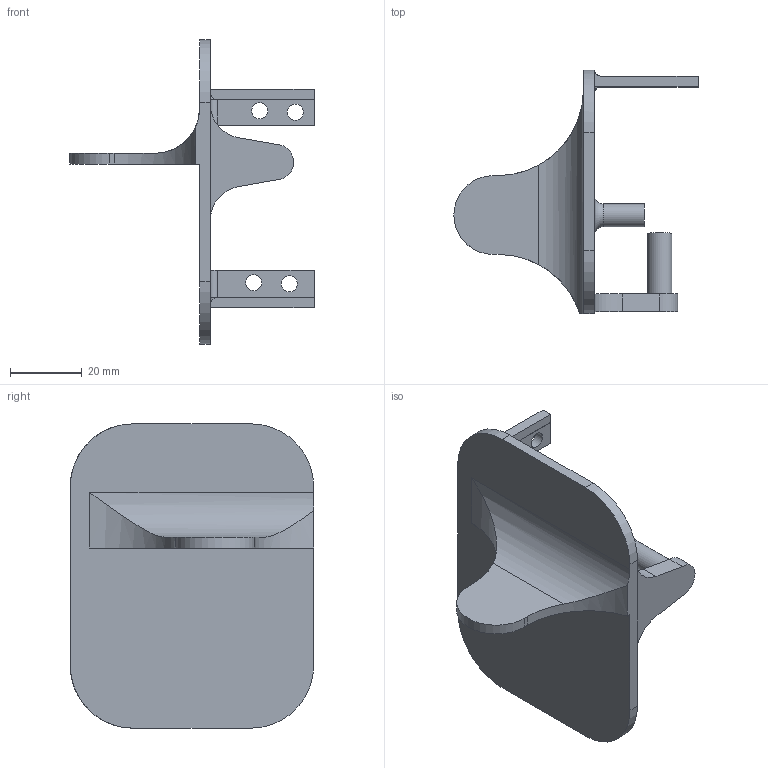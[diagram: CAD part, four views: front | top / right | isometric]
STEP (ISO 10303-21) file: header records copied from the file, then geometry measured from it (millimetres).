
FILE_DESCRIPTION(/* description */ ('','CAx-IF Rec.Pracs.---Representation and Presentation of Product Manufacturing Information (PMI)---4.0---2014-10-13'),/* implementation_level */ '2;1');
FILE_NAME(/* name */ 'Base2.step',/* time_stamp */ '2025-02-26T18:31:32+06:00',/* author */ (''),/* organization */ (''),/* preprocessor_version */ 'ST-DEVELOPER v20',/* originating_system */ 'Autodesk Translation Framework v13.20.0.188',/* authorisation */ '');
FILE_SCHEMA (('AP242_MANAGED_MODEL_BASED_3D_ENGINEERING_MIM_LF { 1 0 10303 442 1 1 4 }'));
Length unit declared in the file: millimetre
Products named in the file (1): FusionComponent
Bounding box: 68.24 x 68 x 85 mm (x, y, z)
Volume: 25331.5 mm3; surface area: 16684.6 mm2
Topology: 1 solids, 1 shells, 54 faces, 143 edges, 94 vertices
Faces by surface type: plane 30, cylinder 21, bspline 2, torus 1
Full cylindrical faces by diameter (mm): 4.5 x4, 6.4 x1, 6.8 x1
Entity records: 1798 total; most frequent: CARTESIAN_POINT 378, DIRECTION 291, ORIENTED_EDGE 286, EDGE_CURVE 143, AXIS2_PLACEMENT_3D 101, VERTEX_POINT 94, LINE 89, VECTOR 89
